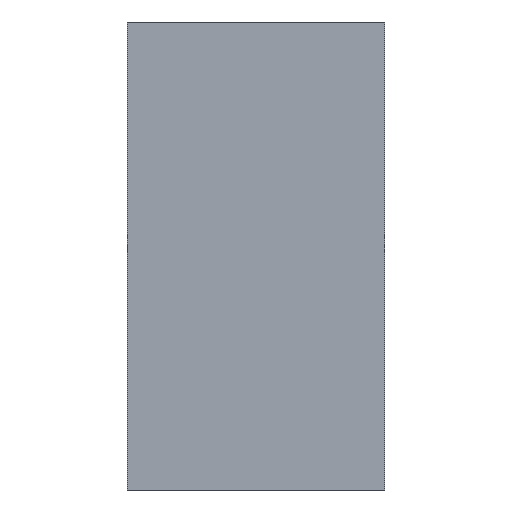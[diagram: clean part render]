
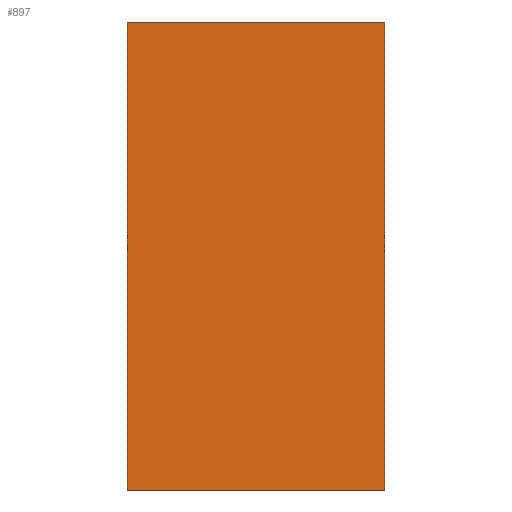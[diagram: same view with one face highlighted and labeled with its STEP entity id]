
A CAD part, left-side view. The second image highlights one B-rep face of the part: STEP entity #897.
In plain terms, the highlighted planar face has unit normal (-1, 0, 0).
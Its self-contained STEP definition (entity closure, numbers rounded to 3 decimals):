
#232=DIRECTION('',(0.,0.,1.));
#233=VECTOR('',#232,1.);
#234=CARTESIAN_POINT('',(-0.75,0.,-0.5));
#235=LINE('',#234,#233);
#267=DIRECTION('',(0.,1.,0.));
#268=VECTOR('',#267,0.55);
#269=CARTESIAN_POINT('',(-0.75,0.,0.5));
#270=LINE('',#269,#268);
#330=DIRECTION('',(0.,1.,0.));
#331=VECTOR('',#330,0.55);
#332=CARTESIAN_POINT('',(-0.75,0.,-0.5));
#333=LINE('',#332,#331);
#645=DIRECTION('',(0.,0.,1.));
#646=VECTOR('',#645,1.);
#647=CARTESIAN_POINT('',(-0.75,0.55,-0.5));
#648=LINE('',#647,#646);
#652=CARTESIAN_POINT('',(-0.75,0.,-0.5));
#653=CARTESIAN_POINT('',(-0.75,0.,0.5));
#654=VERTEX_POINT('',#652);
#655=VERTEX_POINT('',#653);
#661=CARTESIAN_POINT('',(-0.75,0.55,-0.5));
#663=VERTEX_POINT('',#661);
#664=CARTESIAN_POINT('',(-0.75,0.55,0.5));
#665=VERTEX_POINT('',#664);
#884=CARTESIAN_POINT('',(-0.75,0.,-0.5));
#885=DIRECTION('',(-1.,0.,0.));
#886=DIRECTION('',(0.,0.,1.));
#887=AXIS2_PLACEMENT_3D('',#884,#885,#886);
#888=PLANE('',#887);
#889=ORIENTED_EDGE('',*,*,#827,.F.);
#891=ORIENTED_EDGE('',*,*,#890,.T.);
#893=ORIENTED_EDGE('',*,*,#892,.T.);
#894=ORIENTED_EDGE('',*,*,#856,.F.);
#895=EDGE_LOOP('',(#889,#891,#893,#894));
#896=FACE_OUTER_BOUND('',#895,.F.);
#897=ADVANCED_FACE('',(#896),#888,.T.);
#827=EDGE_CURVE('',#654,#655,#235,.T.);
#856=EDGE_CURVE('',#655,#665,#270,.T.);
#890=EDGE_CURVE('',#654,#663,#333,.T.);
#892=EDGE_CURVE('',#663,#665,#648,.T.);
